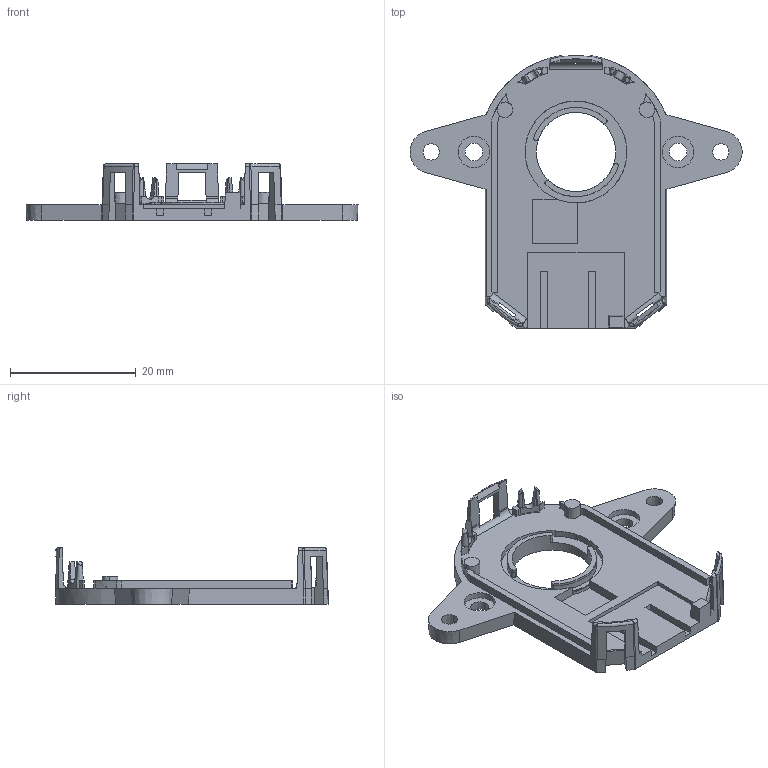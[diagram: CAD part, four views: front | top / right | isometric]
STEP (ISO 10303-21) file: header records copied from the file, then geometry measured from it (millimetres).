
FILE_DESCRIPTION(/* description */ (''),/* implementation_level */ '2;1');
FILE_NAME(/* name */ 'CS_WideBase_AMT-B1-W.ipt.stp',/* time_stamp */ '2016-01-07T16:36:35-08:00',/* author */ ('Autodesk Inc.'),/* organization */ ('Autodesk Inc.'),/* preprocessor_version */ 'ST-DEVELOPER v16.1',/* originating_system */ 'Autodesk Inventor 2016',/* authorisation */ '');
FILE_SCHEMA (('AUTOMOTIVE_DESIGN { 1 0 10303 214 3 1 1 }'));
Length unit declared in the file: millimetre
Products named in the file (1): CS_WideBase_AMT-B1-W
Bounding box: 52.76 x 43.38 x 9 mm (x, y, z)
Volume: 2879.9 mm3; surface area: 3702.7 mm2
Topology: 1 solids, 1 shells, 256 faces, 719 edges, 466 vertices
Faces by surface type: plane 131, cylinder 67, cone 41, bspline 10, sphere 4, torus 3
Full cylindrical faces by diameter (mm): 5 x2
Entity records: 8834 total; most frequent: CARTESIAN_POINT 2225, ORIENTED_EDGE 1426, DIRECTION 1267, EDGE_CURVE 713, VERTEX_POINT 466, AXIS2_PLACEMENT_3D 461, LINE 345, VECTOR 345
